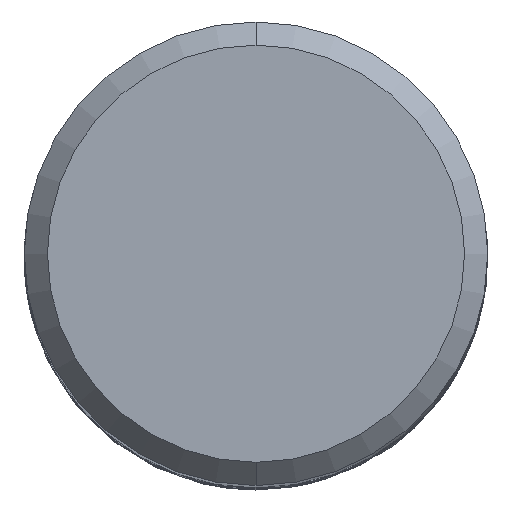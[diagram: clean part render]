
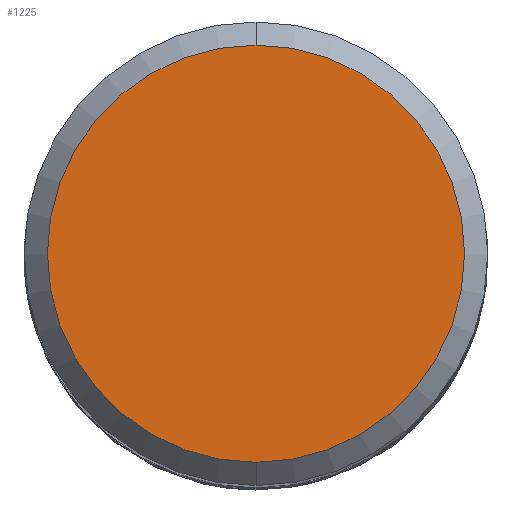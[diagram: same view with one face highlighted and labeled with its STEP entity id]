
A CAD part, top view. The second image highlights one B-rep face of the part: STEP entity #1225.
In plain terms, the highlighted planar face has unit normal (0, 0, 1).
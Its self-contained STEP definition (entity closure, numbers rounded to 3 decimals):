
#593=VERTEX_POINT('',#1588);
#645=VERTEX_POINT('',#1644);
#659=EDGE_CURVE('',#645,#593,#1659,.T.);
#969=EDGE_CURVE('',#593,#645,#1997,.T.);
#1225=ADVANCED_FACE('',(#2278),#2279,.T.);
#1588=CARTESIAN_POINT('',(0.0,9.0,0.0));
#1644=CARTESIAN_POINT('',(0.,-9.0,0.0));
#1659=CIRCLE('',#5391,9.0);
#1997=CIRCLE('',#11660,9.0);
#2278=FACE_OUTER_BOUND('',#17750,.T.);
#2279=PLANE('',#17751);
#5391=AXIS2_PLACEMENT_3D('',#20358,#20359,#20360);
#11660=AXIS2_PLACEMENT_3D('',#20663,#20664,#20665);
#17750=EDGE_LOOP('',(#20958,#20959));
#17751=AXIS2_PLACEMENT_3D('',#20960,#20961,#20962);
#20358=CARTESIAN_POINT('',(0.0,0.0,0.0));
#20359=DIRECTION('',(0.0,0.0,-1.0));
#20360=DIRECTION('',(0.0,1.0,0.0));
#20663=CARTESIAN_POINT('',(0.0,0.0,0.0));
#20664=DIRECTION('',(0.0,0.0,-1.0));
#20665=DIRECTION('',(0.0,1.0,0.0));
#20958=ORIENTED_EDGE('',*,*,#969,.F.);
#20959=ORIENTED_EDGE('',*,*,#659,.F.);
#20960=CARTESIAN_POINT('',(0.0,4.5,0.0));
#20961=DIRECTION('',(-0.0,0.0,1.0));
#20962=DIRECTION('',(0.0,-1.0,0.0));
